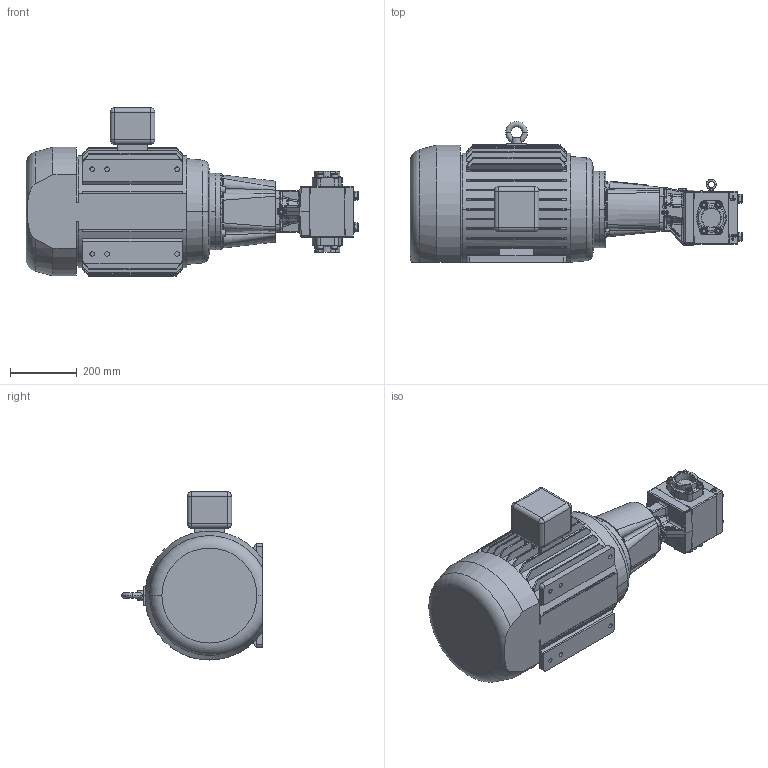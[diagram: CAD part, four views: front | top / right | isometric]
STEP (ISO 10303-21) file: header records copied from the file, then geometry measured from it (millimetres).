
FILE_DESCRIPTION (( 'STEP AP214' ), '1' );
FILE_NAME ('GPV-1007-003-U.STEP', '2021-08-18T16:15:31', ( '' ), ( '' ), 'SwSTEP 2.0', 'SolidWorks 2020', '' );
FILE_SCHEMA (( 'AUTOMOTIVE_DESIGN' ));
Length unit declared in the file: inch
Products named in the file (1): GPV-1007-003-U
Bounding box: 993.58 x 421.73 x 503.17 mm (x, y, z)
Volume: 64648709.8 mm3; surface area: 1728200 mm2
Topology: 1 solids, 1 shells, 3364 faces, 8799 edges, 5665 vertices
Faces by surface type: plane 1859, bspline 847, cylinder 352, cone 236, sphere 40, torus 30
Entity records: 150168 total; most frequent: CARTESIAN_POINT 50431, ORIENTED_EDGE 17550, DIRECTION 12751, EDGE_CURVE 8775, VERTEX_POINT 5665, LINE 5567, VECTOR 5567, EDGE_LOOP 3640
